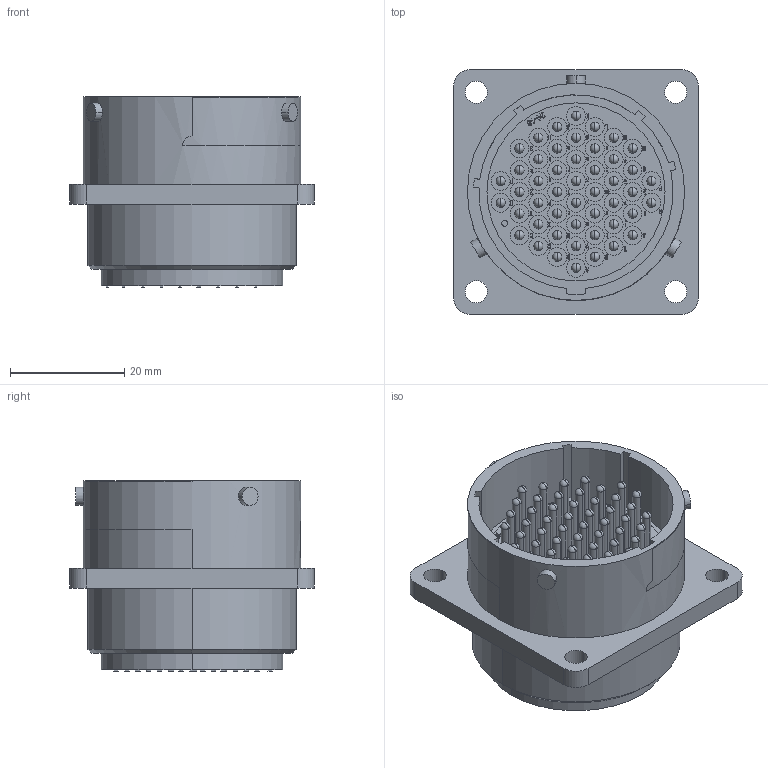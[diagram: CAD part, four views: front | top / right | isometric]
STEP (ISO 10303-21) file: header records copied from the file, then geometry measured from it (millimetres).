
FILE_DESCRIPTION((''),'2;1');
FILE_NAME('UTG02448P_CATALOGUE','2010-06-10T',('amartin'),('SOURIAU'),'PRO/ENGINEER BY PARAMETRIC TECHNOLOGY CORPORATION, 2007390','PRO/ENGINEER BY PARAMETRIC TECHNOLOGY CORPORATION, 2007390','');
FILE_SCHEMA(('CONFIG_CONTROL_DESIGN'));
Products named in the file (1): UTG02448P_CATALOGUE
Bounding box: 42.9 x 42.9 x 33.45 mm (x, y, z)
Volume: 28615 mm3; surface area: 11416.8 mm2
Topology: 1 solids, 1 shells, 3213 faces, 8793 edges, 5783 vertices
Faces by surface type: plane 2783, cylinder 332, sphere 96, cone 2
Entity records: 99834 total; most frequent: CARTESIAN_POINT 17978, ORIENTED_EDGE 17394, DIRECTION 15875, EDGE_CURVE 8697, VECTOR 7929, LINE 7929, VERTEX_POINT 5783, AXIS2_PLACEMENT_3D 3973
